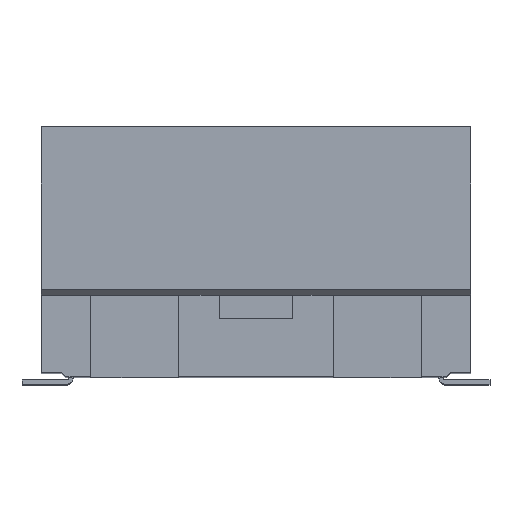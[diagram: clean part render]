
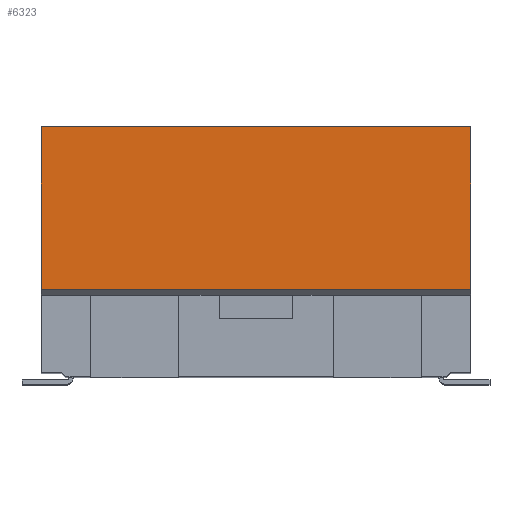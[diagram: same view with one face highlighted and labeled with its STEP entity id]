
A CAD part, top view. The second image highlights one B-rep face of the part: STEP entity #6323.
In plain terms, the highlighted planar face has unit normal (0, 0, 1).
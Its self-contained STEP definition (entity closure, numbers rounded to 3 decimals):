
#49 = VECTOR ( 'NONE', #7519, 1000. ) ;
#260 = LINE ( 'NONE', #9212, #2313 ) ;
#284 = CARTESIAN_POINT ( 'NONE',  ( 7.35, 40.815, 9.145 ) ) ;
#392 = EDGE_CURVE ( 'NONE', #1833, #2018, #1551, .T. ) ;
#441 = EDGE_LOOP ( 'NONE', ( #4403, #4493, #3754, #8702 ) ) ;
#841 = CARTESIAN_POINT ( 'NONE',  ( -7.35, 8.8, 9.145 ) ) ;
#1151 = FACE_OUTER_BOUND ( 'NONE', #441, .T. ) ;
#1551 = LINE ( 'NONE', #8103, #1608 ) ;
#1608 = VECTOR ( 'NONE', #8990, 1000. ) ;
#1774 = CARTESIAN_POINT ( 'NONE',  ( 7.35, 3.25, 9.145 ) ) ;
#1833 = VERTEX_POINT ( 'NONE', #6781 ) ;
#1882 = EDGE_CURVE ( 'NONE', #1833, #5588, #4616, .T. ) ;
#2018 = VERTEX_POINT ( 'NONE', #3324 ) ;
#2303 = AXIS2_PLACEMENT_3D ( 'NONE', #3455, #8695, #3307 ) ;
#2313 = VECTOR ( 'NONE', #9412, 1000. ) ;
#3234 = CARTESIAN_POINT ( 'NONE',  ( 7.35, 8.8, 9.145 ) ) ;
#3307 = DIRECTION ( 'NONE',  ( -1., 0., 0. ) ) ;
#3324 = CARTESIAN_POINT ( 'NONE',  ( -7.35, 3.25, 9.145 ) ) ;
#3455 = CARTESIAN_POINT ( 'NONE',  ( -7.35, 40.815, 9.145 ) ) ;
#3754 = ORIENTED_EDGE ( 'NONE', *, *, #5913, .F. ) ;
#4403 = ORIENTED_EDGE ( 'NONE', *, *, #392, .T. ) ;
#4493 = ORIENTED_EDGE ( 'NONE', *, *, #6748, .T. ) ;
#4616 = LINE ( 'NONE', #841, #49 ) ;
#4956 = LINE ( 'NONE', #284, #5611 ) ;
#5588 = VERTEX_POINT ( 'NONE', #3234 ) ;
#5611 = VECTOR ( 'NONE', #6472, 1000. ) ;
#5635 = PLANE ( 'NONE',  #2303 ) ;
#5913 = EDGE_CURVE ( 'NONE', #5588, #8174, #4956, .T. ) ;
#6323 = ADVANCED_FACE ( 'NONE', ( #1151 ), #5635, .F. ) ;
#6472 = DIRECTION ( 'NONE',  ( 0., -1., 0. ) ) ;
#6748 = EDGE_CURVE ( 'NONE', #2018, #8174, #260, .T. ) ;
#6781 = CARTESIAN_POINT ( 'NONE',  ( -7.35, 8.8, 9.145 ) ) ;
#7519 = DIRECTION ( 'NONE',  ( 1., 0., 0. ) ) ;
#8103 = CARTESIAN_POINT ( 'NONE',  ( -7.35, 40.815, 9.145 ) ) ;
#8174 = VERTEX_POINT ( 'NONE', #1774 ) ;
#8695 = DIRECTION ( 'NONE',  ( 0., 0., -1. ) ) ;
#8702 = ORIENTED_EDGE ( 'NONE', *, *, #1882, .F. ) ;
#8990 = DIRECTION ( 'NONE',  ( 0., -1., 0. ) ) ;
#9212 = CARTESIAN_POINT ( 'NONE',  ( -7.35, 3.25, 9.145 ) ) ;
#9412 = DIRECTION ( 'NONE',  ( 1., 0., 0. ) ) ;
